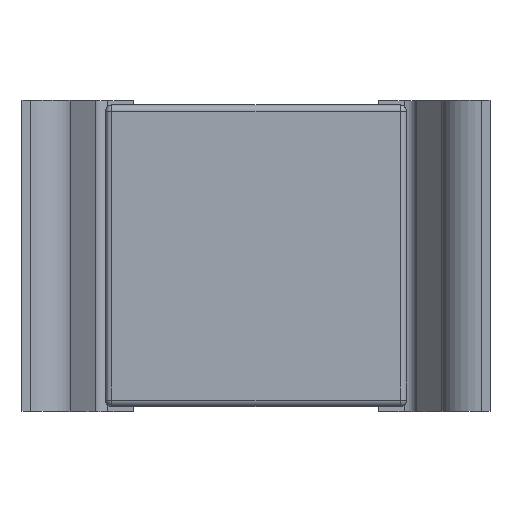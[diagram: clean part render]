
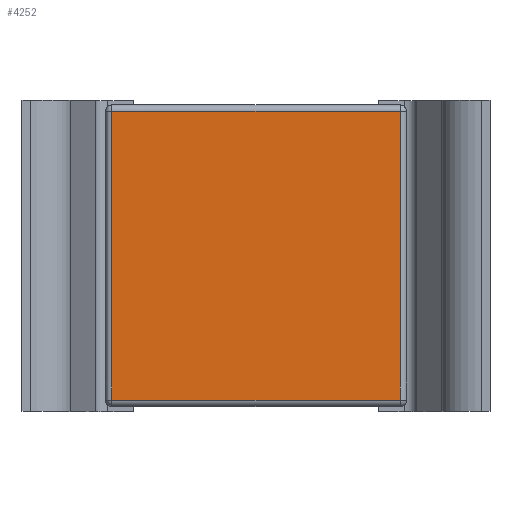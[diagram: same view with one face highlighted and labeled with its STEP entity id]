
A CAD part, top view. The second image highlights one B-rep face of the part: STEP entity #4252.
In plain terms, the highlighted planar face has unit normal (0, 0, 1).
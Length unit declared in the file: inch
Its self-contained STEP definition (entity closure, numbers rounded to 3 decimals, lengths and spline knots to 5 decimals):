
#3947=CARTESIAN_POINT('',(0.22047,-0.22047,0.81693));
#3948=VERTEX_POINT('',#3947);
#3956=CARTESIAN_POINT('',(-0.22047,-0.22047,0.81693));
#3957=VERTEX_POINT('',#3956);
#3958=CARTESIAN_POINT('',(0.22047,-0.22047,0.81693));
#3959=DIRECTION('',(-1.0,0.0,0.0));
#3960=VECTOR('',#3959,0.44094);
#3961=LINE('',#3958,#3960);
#3962=EDGE_CURVE('',#3948,#3957,#3961,.T.);
#3996=CARTESIAN_POINT('',(-0.22047,0.22047,0.81693));
#3997=VERTEX_POINT('',#3996);
#3998=CARTESIAN_POINT('',(-0.22047,-0.22047,0.81693));
#3999=DIRECTION('',(0.0,1.0,0.0));
#4000=VECTOR('',#3999,0.44094);
#4001=LINE('',#3998,#4000);
#4002=EDGE_CURVE('',#3957,#3997,#4001,.T.);
#4036=CARTESIAN_POINT('',(0.22047,0.22047,0.81693));
#4037=VERTEX_POINT('',#4036);
#4038=CARTESIAN_POINT('',(-0.22047,0.22047,0.81693));
#4039=DIRECTION('',(1.0,0.0,0.0));
#4040=VECTOR('',#4039,0.44094);
#4041=LINE('',#4038,#4040);
#4042=EDGE_CURVE('',#3997,#4037,#4041,.T.);
#4093=CARTESIAN_POINT('',(0.22047,0.22047,0.81693));
#4094=DIRECTION('',(0.0,-1.0,0.0));
#4095=VECTOR('',#4094,0.44094);
#4096=LINE('',#4093,#4095);
#4097=EDGE_CURVE('',#4037,#3948,#4096,.T.);
#4241=CARTESIAN_POINT('',(0.24252,0.24252,0.81693));
#4242=DIRECTION('',(0.0,0.0,1.0));
#4243=DIRECTION('',(1.0,0.0,0.0));
#4244=AXIS2_PLACEMENT_3D('',#4241,#4242,#4243);
#4245=PLANE('',#4244);
#4246=ORIENTED_EDGE('',*,*,#3962,.F.);
#4247=ORIENTED_EDGE('',*,*,#4097,.F.);
#4248=ORIENTED_EDGE('',*,*,#4042,.F.);
#4249=ORIENTED_EDGE('',*,*,#4002,.F.);
#4250=EDGE_LOOP('',(#4246,#4247,#4248,#4249));
#4251=FACE_OUTER_BOUND('',#4250,.T.);
#4252=ADVANCED_FACE('',(#4251),#4245,.T.);
